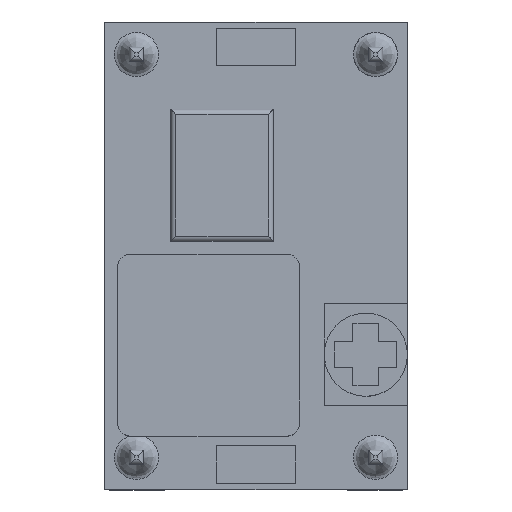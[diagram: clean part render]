
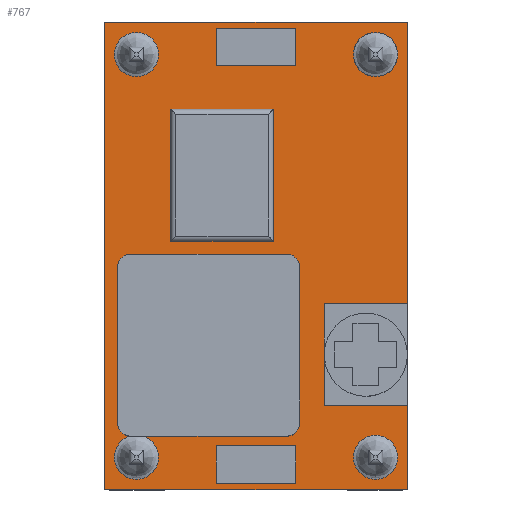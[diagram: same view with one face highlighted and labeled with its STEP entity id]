
A CAD part, top view. The second image highlights one B-rep face of the part: STEP entity #767.
In plain terms, the highlighted planar face has unit normal (0, 0, 1).
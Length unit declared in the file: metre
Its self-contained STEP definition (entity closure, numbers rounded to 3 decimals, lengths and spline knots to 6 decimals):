
#767 = ADVANCED_FACE( '', ( #1753, #1754, #1755, #1756, #1757 ), #1758, .T. );
#1753 = FACE_BOUND( '', #3011, .T. );
#1754 = FACE_BOUND( '', #3012, .T. );
#1755 = FACE_BOUND( '', #3013, .T. );
#1756 = FACE_OUTER_BOUND( '', #3014, .T. );
#1757 = FACE_BOUND( '', #3015, .T. );
#1758 = PLANE( '', #3016 );
#3011 = EDGE_LOOP( '', ( #5558 ) );
#3012 = EDGE_LOOP( '', ( #5559 ) );
#3013 = EDGE_LOOP( '', ( #5560 ) );
#3014 = EDGE_LOOP( '', ( #5561, #5562, #5563, #5564 ) );
#3015 = EDGE_LOOP( '', ( #5565 ) );
#3016 = AXIS2_PLACEMENT_3D( '', #5566, #5567, #5568 );
#5558 = ORIENTED_EDGE( '', *, *, #8357, .T. );
#5559 = ORIENTED_EDGE( '', *, *, #8358, .F. );
#5560 = ORIENTED_EDGE( '', *, *, #7702, .F. );
#5561 = ORIENTED_EDGE( '', *, *, #8359, .T. );
#5562 = ORIENTED_EDGE( '', *, *, #8360, .T. );
#5563 = ORIENTED_EDGE( '', *, *, #7634, .F. );
#5564 = ORIENTED_EDGE( '', *, *, #8361, .F. );
#5565 = ORIENTED_EDGE( '', *, *, #8057, .T. );
#5566 = CARTESIAN_POINT( '', ( 0., 0., 0.0016 ) );
#5567 = DIRECTION( '', ( 0., 0., 1. ) );
#5568 = DIRECTION( '', ( 1., 0., 0. ) );
#7634 = EDGE_CURVE( '', #9009, #9011, #9012, .T. );
#7702 = EDGE_CURVE( '', #9130, #9130, #9131, .T. );
#8057 = EDGE_CURVE( '', #9734, #9734, #9735, .T. );
#8357 = EDGE_CURVE( '', #10192, #10192, #10193, .T. );
#8358 = EDGE_CURVE( '', #10194, #10194, #10195, .T. );
#8359 = EDGE_CURVE( '', #10196, #10197, #10198, .T. );
#8360 = EDGE_CURVE( '', #10197, #9011, #10199, .T. );
#8361 = EDGE_CURVE( '', #10196, #9009, #10200, .T. );
#9009 = VERTEX_POINT( '', #11051 );
#9011 = VERTEX_POINT( '', #11054 );
#9012 = LINE( '', #11055, #11056 );
#9130 = VERTEX_POINT( '', #11231 );
#9131 = CIRCLE( '', #11232, 0.00055 );
#9734 = VERTEX_POINT( '', #12187 );
#9735 = CIRCLE( '', #12188, 0.00055 );
#10192 = VERTEX_POINT( '', #12947 );
#10193 = CIRCLE( '', #12948, 0.00055 );
#10194 = VERTEX_POINT( '', #12949 );
#10195 = CIRCLE( '', #12950, 0.00055 );
#10196 = VERTEX_POINT( '', #12951 );
#10197 = VERTEX_POINT( '', #12952 );
#10198 = LINE( '', #12953, #12954 );
#10199 = LINE( '', #12955, #12956 );
#10200 = LINE( '', #12957, #12958 );
#11051 = CARTESIAN_POINT( '', ( 0.005825, 0.009, 0.0016 ) );
#11054 = CARTESIAN_POINT( '', ( 0.005825, -0.009, 0.0016 ) );
#11055 = CARTESIAN_POINT( '', ( 0.005825, 0.014787, 0.0016 ) );
#11056 = VECTOR( '', #14088, 1. );
#11231 = CARTESIAN_POINT( '', ( -0.004053, 0.007807, 0.0016 ) );
#11232 = AXIS2_PLACEMENT_3D( '', #14140, #14141, #14142 );
#12187 = CARTESIAN_POINT( '', ( 0.005147, -0.007807, 0.0016 ) );
#12188 = AXIS2_PLACEMENT_3D( '', #14418, #14419, #14420 );
#12947 = CARTESIAN_POINT( '', ( -0.004053, -0.007807, 0.0016 ) );
#12948 = AXIS2_PLACEMENT_3D( '', #14667, #14668, #14669 );
#12949 = CARTESIAN_POINT( '', ( 0.005147, 0.007807, 0.0016 ) );
#12950 = AXIS2_PLACEMENT_3D( '', #14670, #14671, #14672 );
#12951 = CARTESIAN_POINT( '', ( -0.005825, 0.009, 0.0016 ) );
#12952 = CARTESIAN_POINT( '', ( -0.005825, -0.009, 0.0016 ) );
#12953 = CARTESIAN_POINT( '', ( -0.005825, 0.014787, 0.0016 ) );
#12954 = VECTOR( '', #14673, 1. );
#12955 = CARTESIAN_POINT( '', ( 0., -0.009, 0.0016 ) );
#12956 = VECTOR( '', #14674, 1. );
#12957 = CARTESIAN_POINT( '', ( 0.009561, 0.009, 0.0016 ) );
#12958 = VECTOR( '', #14675, 1. );
#14088 = DIRECTION( '', ( 0., -1., 0. ) );
#14140 = CARTESIAN_POINT( '', ( -0.0046, 0.00775, 0.0016 ) );
#14141 = DIRECTION( '', ( 0., 0., 1. ) );
#14142 = DIRECTION( '', ( 0.995, 0.103, 0. ) );
#14418 = CARTESIAN_POINT( '', ( 0.0046, -0.00775, 0.0016 ) );
#14419 = DIRECTION( '', ( 0., 0., -1. ) );
#14420 = DIRECTION( '', ( 0.995, -0.103, 0. ) );
#14667 = CARTESIAN_POINT( '', ( -0.0046, -0.00775, 0.0016 ) );
#14668 = DIRECTION( '', ( 0., 0., -1. ) );
#14669 = DIRECTION( '', ( 0.995, -0.103, 0. ) );
#14670 = CARTESIAN_POINT( '', ( 0.0046, 0.00775, 0.0016 ) );
#14671 = DIRECTION( '', ( 0., 0., 1. ) );
#14672 = DIRECTION( '', ( 0.995, 0.103, 0. ) );
#14673 = DIRECTION( '', ( 0., -1., 0. ) );
#14674 = DIRECTION( '', ( 1., 0., 0. ) );
#14675 = DIRECTION( '', ( 1., 0., 0. ) );
